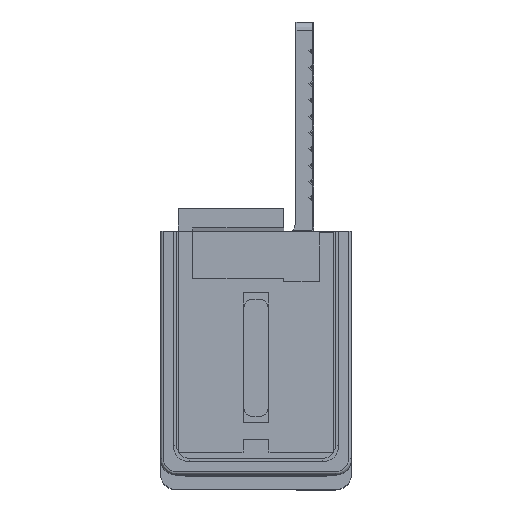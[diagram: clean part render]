
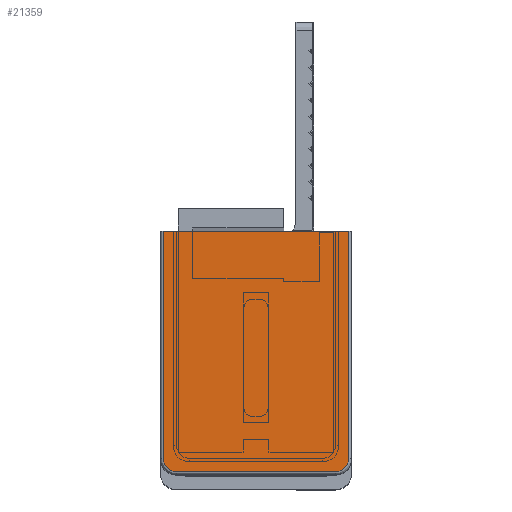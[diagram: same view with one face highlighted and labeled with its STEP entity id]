
A CAD part, top view. The second image highlights one B-rep face of the part: STEP entity #21359.
In plain terms, the highlighted planar face has unit normal (0, 0, 1).
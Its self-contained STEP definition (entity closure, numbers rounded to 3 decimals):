
#10260 = EDGE_LOOP ( 'NONE', ( #17360, #17297, #17269, #17369, #17298, #17351 ) ) ;
#13212 = VERTEX_POINT ( 'NONE', #31947 ) ;
#13221 = VERTEX_POINT ( 'NONE', #31995 ) ;
#13329 = VERTEX_POINT ( 'NONE', #31977 ) ;
#13481 = VERTEX_POINT ( 'NONE', #32035 ) ;
#13609 = VERTEX_POINT ( 'NONE', #32113 ) ;
#13657 = VERTEX_POINT ( 'NONE', #32120 ) ;
#17269 = ORIENTED_EDGE ( 'NONE', *, *, #26186, .F. ) ;
#17297 = ORIENTED_EDGE ( 'NONE', *, *, #26194, .F. ) ;
#17298 = ORIENTED_EDGE ( 'NONE', *, *, #26321, .T. ) ;
#17351 = ORIENTED_EDGE ( 'NONE', *, *, #26363, .F. ) ;
#17360 = ORIENTED_EDGE ( 'NONE', *, *, #26184, .F. ) ;
#17369 = ORIENTED_EDGE ( 'NONE', *, *, #26325, .F. ) ;
#20493 = AXIS2_PLACEMENT_3D ( 'NONE', #43899, #43913, #43867 ) ;
#21359 = ADVANCED_FACE ( 'NONE', ( #43909 ), #43892, .F. ) ;
#26184 = EDGE_CURVE ( 'NONE', #13481, #13221, #49812, .T. ) ;
#26186 = EDGE_CURVE ( 'NONE', #13329, #13212, #49860, .T. ) ;
#26194 = EDGE_CURVE ( 'NONE', #13212, #13481, #50626, .T. ) ;
#26321 = EDGE_CURVE ( 'NONE', #13609, #13657, #50999, .T. ) ;
#26325 = EDGE_CURVE ( 'NONE', #13609, #13329, #51048, .T. ) ;
#26363 = EDGE_CURVE ( 'NONE', #13221, #13657, #51175, .T. ) ;
#31947 = CARTESIAN_POINT ( 'NONE',  ( 9.7, -1.2, 219. ) ) ;
#31977 = CARTESIAN_POINT ( 'NONE',  ( 10.5, -0.4, 219. ) ) ;
#31995 = CARTESIAN_POINT ( 'NONE',  ( -0.9, -0.4, 219. ) ) ;
#32035 = CARTESIAN_POINT ( 'NONE',  ( -0.1, -1.2, 219. ) ) ;
#32113 = CARTESIAN_POINT ( 'NONE',  ( 10.5, 13.6, 219. ) ) ;
#32120 = CARTESIAN_POINT ( 'NONE',  ( -0.9, 13.6, 219. ) ) ;
#43867 = DIRECTION ( 'NONE',  ( -1., 0., 0. ) ) ;
#43892 = PLANE ( 'NONE',  #20493 ) ;
#43899 = CARTESIAN_POINT ( 'NONE',  ( 9.7, -0.4, 219. ) ) ;
#43909 = FACE_OUTER_BOUND ( 'NONE', #10260, .T. ) ;
#43913 = DIRECTION ( 'NONE',  ( 0., 0., -1. ) ) ;
#49812 = CIRCLE ( 'NONE', #49851, 0.8 ) ;
#49821 = AXIS2_PLACEMENT_3D ( 'NONE', #50582, #50583, #50619 ) ;
#49851 = AXIS2_PLACEMENT_3D ( 'NONE', #50580, #50590, #50587 ) ;
#49860 = CIRCLE ( 'NONE', #49821, 0.8 ) ;
#49933 = VECTOR ( 'NONE', #50633, 1000. ) ;
#50026 = VECTOR ( 'NONE', #51153, 1000. ) ;
#50037 = VECTOR ( 'NONE', #51029, 1000. ) ;
#50053 = VECTOR ( 'NONE', #51031, 1000. ) ;
#50580 = CARTESIAN_POINT ( 'NONE',  ( -0.1, -0.4, 219. ) ) ;
#50582 = CARTESIAN_POINT ( 'NONE',  ( 9.7, -0.4, 219. ) ) ;
#50583 = DIRECTION ( 'NONE',  ( 0., 0., -1. ) ) ;
#50587 = DIRECTION ( 'NONE',  ( -1., 0., 0. ) ) ;
#50590 = DIRECTION ( 'NONE',  ( 0., 0., -1. ) ) ;
#50619 = DIRECTION ( 'NONE',  ( -1., 0., 0. ) ) ;
#50626 = LINE ( 'NONE', #50659, #49933 ) ;
#50633 = DIRECTION ( 'NONE',  ( -1., 0., 0. ) ) ;
#50659 = CARTESIAN_POINT ( 'NONE',  ( 9.7, -1.2, 219. ) ) ;
#50999 = LINE ( 'NONE', #51032, #50053 ) ;
#51023 = CARTESIAN_POINT ( 'NONE',  ( 10.5, -0.4, 219. ) ) ;
#51029 = DIRECTION ( 'NONE',  ( 0., -1., 0. ) ) ;
#51031 = DIRECTION ( 'NONE',  ( -1., 0., 0. ) ) ;
#51032 = CARTESIAN_POINT ( 'NONE',  ( 10.7, 13.6, 219. ) ) ;
#51048 = LINE ( 'NONE', #51023, #50037 ) ;
#51153 = DIRECTION ( 'NONE',  ( 0., 1., 0. ) ) ;
#51175 = LINE ( 'NONE', #51182, #50026 ) ;
#51182 = CARTESIAN_POINT ( 'NONE',  ( -0.9, -0.4, 219. ) ) ;
